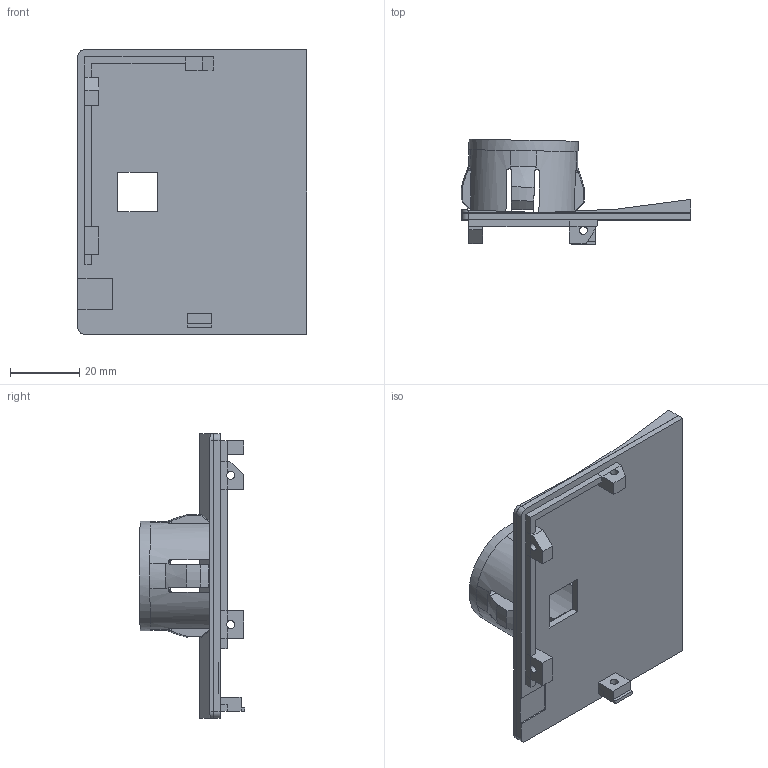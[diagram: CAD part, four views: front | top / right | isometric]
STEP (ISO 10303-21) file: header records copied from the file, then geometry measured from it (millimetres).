
FILE_DESCRIPTION(('FreeCAD Model'),'2;1');
FILE_NAME('Open CASCADE Shape Model','2024-08-14T01:05:24',(''),(''), 'Open CASCADE STEP processor 7.6','FreeCAD','Unknown');
FILE_SCHEMA(('AUTOMOTIVE_DESIGN { 1 0 10303 214 1 1 1 1 }'));
Length unit declared in the file: millimetre
Products named in the file (4): Bojlersnap; Body; Body001; Body002
Assembly tree (3 placements, depth 2):
  Bojlersnap
    Body
    Body001
    Body002
Bounding box: 66.19 x 30.27 x 82 mm (x, y, z)
Volume: 21815.8 mm3; surface area: 27893.2 mm2
Topology: 3 solids, 3 shells, 173 faces, 472 edges, 302 vertices
Faces by surface type: plane 126, cylinder 39, cone 8
Full cylindrical faces by diameter (mm): 2.3 x4, 29 x1, 31.5 x1
Entity records: 5932 total; most frequent: CARTESIAN_POINT 1399, ORIENTED_EDGE 944, DIRECTION 914, EDGE_CURVE 472, LINE 332, VECTOR 332, VERTEX_POINT 302, AXIS2_PLACEMENT_3D 291
